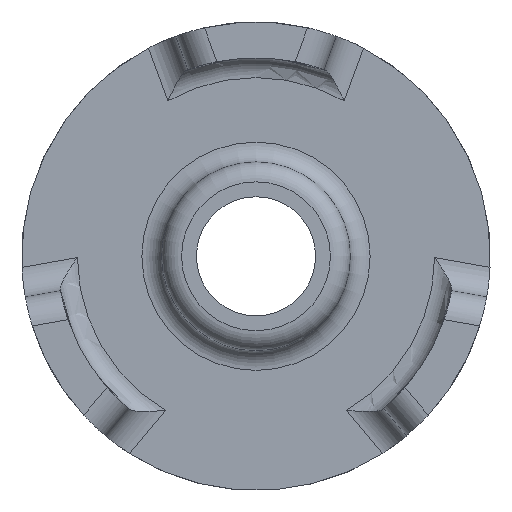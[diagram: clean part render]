
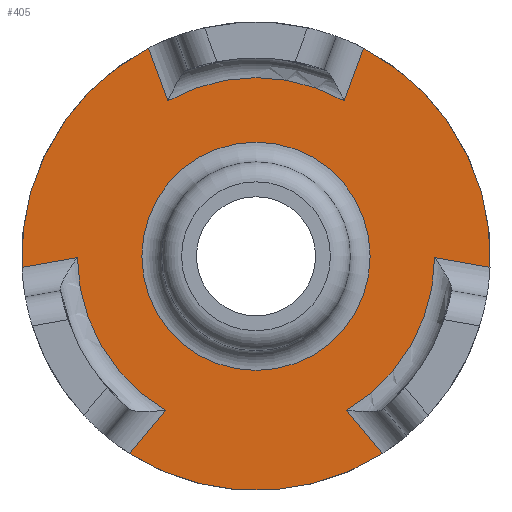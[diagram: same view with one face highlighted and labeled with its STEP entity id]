
A CAD part, front view. The second image highlights one B-rep face of the part: STEP entity #405.
In plain terms, the highlighted planar face has unit normal (0, -1, 0).
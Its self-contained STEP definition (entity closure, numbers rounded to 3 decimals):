
#75 = CARTESIAN_POINT ( 'NONE',  ( 0., -4., 0. ) ) ;
#90 = CARTESIAN_POINT ( 'NONE',  ( 0., -4., 0. ) ) ;
#181 = VERTEX_POINT ( 'NONE', #4177 ) ;
#182 = CIRCLE ( 'NONE', #2293, 9. ) ;
#202 = ORIENTED_EDGE ( 'NONE', *, *, #1010, .T. ) ;
#205 = DIRECTION ( 'NONE',  ( 0., 0., -1. ) ) ;
#252 = LINE ( 'NONE', #1563, #2269 ) ;
#298 = VERTEX_POINT ( 'NONE', #1246 ) ;
#405 = ADVANCED_FACE ( 'NONE', ( #4145, #2916 ), #3863, .T. ) ;
#422 = EDGE_CURVE ( 'NONE', #4030, #4030, #1476, .T. ) ;
#446 = DIRECTION ( 'NONE',  ( 0., 0., -1. ) ) ;
#490 = EDGE_CURVE ( 'NONE', #181, #2311, #3141, .T. ) ;
#495 = VERTEX_POINT ( 'NONE', #2373 ) ;
#505 = DIRECTION ( 'NONE',  ( -0.342, 0., 0.94 ) ) ;
#555 = LINE ( 'NONE', #1540, #676 ) ;
#562 = CARTESIAN_POINT ( 'NONE',  ( 0., -4., 0. ) ) ;
#633 = CARTESIAN_POINT ( 'NONE',  ( 0., -4., -5.75 ) ) ;
#658 = VERTEX_POINT ( 'NONE', #2222 ) ;
#676 = VECTOR ( 'NONE', #3451, 1000. ) ;
#728 = VECTOR ( 'NONE', #737, 1000. ) ;
#729 = EDGE_CURVE ( 'NONE', #2311, #3962, #252, .T. ) ;
#737 = DIRECTION ( 'NONE',  ( 0.985, 0., 0.174 ) ) ;
#763 = CARTESIAN_POINT ( 'NONE',  ( 4.445, -4., 7.826 ) ) ;
#823 = DIRECTION ( 'NONE',  ( 0., -1., 0. ) ) ;
#835 = LINE ( 'NONE', #3859, #2134 ) ;
#840 = ORIENTED_EDGE ( 'NONE', *, *, #490, .T. ) ;
#875 = AXIS2_PLACEMENT_3D ( 'NONE', #75, #4044, #1735 ) ;
#911 = CARTESIAN_POINT ( 'NONE',  ( 0., -4., 0. ) ) ;
#933 = DIRECTION ( 'NONE',  ( 0., 1., 0. ) ) ;
#950 = CARTESIAN_POINT ( 'NONE',  ( -4.445, -4., 7.826 ) ) ;
#992 = CARTESIAN_POINT ( 'NONE',  ( 0., -4., 0. ) ) ;
#1010 = EDGE_CURVE ( 'NONE', #3499, #181, #2670, .T. ) ;
#1025 = DIRECTION ( 'NONE',  ( 0., 0., -1. ) ) ;
#1040 = DIRECTION ( 'NONE',  ( 0., 0., -1. ) ) ;
#1113 = VERTEX_POINT ( 'NONE', #3867 ) ;
#1246 = CARTESIAN_POINT ( 'NONE',  ( 4.555, -4., -7.762 ) ) ;
#1385 = DIRECTION ( 'NONE',  ( 0., -1., 0. ) ) ;
#1425 = CIRCLE ( 'NONE', #875, 11.8 ) ;
#1476 = CIRCLE ( 'NONE', #4032, 5.75 ) ;
#1479 = CARTESIAN_POINT ( 'NONE',  ( 0., -4., 0. ) ) ;
#1493 = CIRCLE ( 'NONE', #4052, 11.8 ) ;
#1532 = CARTESIAN_POINT ( 'NONE',  ( 1.41, -4., -0.513 ) ) ;
#1540 = CARTESIAN_POINT ( 'NONE',  ( -1.149, -4., -0.964 ) ) ;
#1555 = EDGE_LOOP ( 'NONE', ( #3436 ) ) ;
#1563 = CARTESIAN_POINT ( 'NONE',  ( 1.149, -4., -0.964 ) ) ;
#1586 = DIRECTION ( 'NONE',  ( 0., -1., 0. ) ) ;
#1588 = ORIENTED_EDGE ( 'NONE', *, *, #3605, .T. ) ;
#1732 = ORIENTED_EDGE ( 'NONE', *, *, #3519, .T. ) ;
#1735 = DIRECTION ( 'NONE',  ( 0., 0., -1. ) ) ;
#1846 = AXIS2_PLACEMENT_3D ( 'NONE', #1479, #3502, #2820 ) ;
#1953 = DIRECTION ( 'NONE',  ( 0., -1., 0. ) ) ;
#2039 = EDGE_CURVE ( 'NONE', #4051, #3499, #1425, .T. ) ;
#2134 = VECTOR ( 'NONE', #505, 1000. ) ;
#2138 = CIRCLE ( 'NONE', #1846, 9. ) ;
#2188 = AXIS2_PLACEMENT_3D ( 'NONE', #3933, #1953, #1040 ) ;
#2222 = CARTESIAN_POINT ( 'NONE',  ( 11.787, -4., -0.555 ) ) ;
#2269 = VECTOR ( 'NONE', #3813, 1000. ) ;
#2293 = AXIS2_PLACEMENT_3D ( 'NONE', #992, #1586, #3249 ) ;
#2300 = EDGE_CURVE ( 'NONE', #3846, #658, #2924, .T. ) ;
#2311 = VERTEX_POINT ( 'NONE', #2730 ) ;
#2360 = ORIENTED_EDGE ( 'NONE', *, *, #729, .T. ) ;
#2373 = CARTESIAN_POINT ( 'NONE',  ( 5.413, -4., 10.486 ) ) ;
#2374 = ORIENTED_EDGE ( 'NONE', *, *, #3810, .T. ) ;
#2438 = VERTEX_POINT ( 'NONE', #763 ) ;
#2475 = CARTESIAN_POINT ( 'NONE',  ( -11.787, -4., -0.555 ) ) ;
#2477 = ORIENTED_EDGE ( 'NONE', *, *, #2538, .T. ) ;
#2524 = DIRECTION ( 'NONE',  ( 0., 0., -1. ) ) ;
#2538 = EDGE_CURVE ( 'NONE', #495, #2438, #2608, .T. ) ;
#2578 = EDGE_LOOP ( 'NONE', ( #1732, #2374, #3305, #3622, #2477, #4169, #1588, #3379, #202, #840, #2360, #3467 ) ) ;
#2608 = LINE ( 'NONE', #1532, #4048 ) ;
#2643 = CIRCLE ( 'NONE', #4055, 11.8 ) ;
#2670 = LINE ( 'NONE', #4022, #728 ) ;
#2730 = CARTESIAN_POINT ( 'NONE',  ( -4.555, -4., -7.762 ) ) ;
#2803 = CARTESIAN_POINT ( 'NONE',  ( -5.413, -4., 10.486 ) ) ;
#2808 = AXIS2_PLACEMENT_3D ( 'NONE', #911, #3529, #2524 ) ;
#2820 = DIRECTION ( 'NONE',  ( 0., 0., -1. ) ) ;
#2865 = VERTEX_POINT ( 'NONE', #950 ) ;
#2916 = FACE_OUTER_BOUND ( 'NONE', #2578, .T. ) ;
#2924 = LINE ( 'NONE', #4223, #3572 ) ;
#3082 = DIRECTION ( 'NONE',  ( 0.985, 0., -0.174 ) ) ;
#3140 = DIRECTION ( 'NONE',  ( -0.342, 0., -0.94 ) ) ;
#3141 = CIRCLE ( 'NONE', #2188, 9. ) ;
#3249 = DIRECTION ( 'NONE',  ( 0., 0., -1. ) ) ;
#3305 = ORIENTED_EDGE ( 'NONE', *, *, #2300, .T. ) ;
#3349 = EDGE_CURVE ( 'NONE', #658, #495, #1493, .T. ) ;
#3379 = ORIENTED_EDGE ( 'NONE', *, *, #2039, .T. ) ;
#3436 = ORIENTED_EDGE ( 'NONE', *, *, #422, .T. ) ;
#3451 = DIRECTION ( 'NONE',  ( -0.643, 0., 0.766 ) ) ;
#3467 = ORIENTED_EDGE ( 'NONE', *, *, #4018, .T. ) ;
#3499 = VERTEX_POINT ( 'NONE', #2475 ) ;
#3502 = DIRECTION ( 'NONE',  ( 0., -1., 0. ) ) ;
#3519 = EDGE_CURVE ( 'NONE', #1113, #298, #555, .T. ) ;
#3529 = DIRECTION ( 'NONE',  ( 0., -1., 0. ) ) ;
#3572 = VECTOR ( 'NONE', #3082, 1000. ) ;
#3594 = CARTESIAN_POINT ( 'NONE',  ( 9., -4., -0.064 ) ) ;
#3605 = EDGE_CURVE ( 'NONE', #2865, #4051, #835, .T. ) ;
#3619 = CARTESIAN_POINT ( 'NONE',  ( 0., -4., 0. ) ) ;
#3622 = ORIENTED_EDGE ( 'NONE', *, *, #3349, .T. ) ;
#3667 = EDGE_CURVE ( 'NONE', #2438, #2865, #182, .T. ) ;
#3810 = EDGE_CURVE ( 'NONE', #298, #3846, #2138, .T. ) ;
#3813 = DIRECTION ( 'NONE',  ( -0.643, 0., -0.766 ) ) ;
#3846 = VERTEX_POINT ( 'NONE', #3594 ) ;
#3859 = CARTESIAN_POINT ( 'NONE',  ( -1.41, -4., -0.513 ) ) ;
#3863 = PLANE ( 'NONE',  #2808 ) ;
#3867 = CARTESIAN_POINT ( 'NONE',  ( 6.374, -4., -9.93 ) ) ;
#3894 = CARTESIAN_POINT ( 'NONE',  ( -6.374, -4., -9.93 ) ) ;
#3933 = CARTESIAN_POINT ( 'NONE',  ( 0., -4., 0. ) ) ;
#3962 = VERTEX_POINT ( 'NONE', #3894 ) ;
#4018 = EDGE_CURVE ( 'NONE', #3962, #1113, #2643, .T. ) ;
#4022 = CARTESIAN_POINT ( 'NONE',  ( -0.26, -4., 1.477 ) ) ;
#4030 = VERTEX_POINT ( 'NONE', #633 ) ;
#4032 = AXIS2_PLACEMENT_3D ( 'NONE', #562, #933, #205 ) ;
#4044 = DIRECTION ( 'NONE',  ( 0., -1., 0. ) ) ;
#4048 = VECTOR ( 'NONE', #3140, 1000. ) ;
#4051 = VERTEX_POINT ( 'NONE', #2803 ) ;
#4052 = AXIS2_PLACEMENT_3D ( 'NONE', #3619, #1385, #1025 ) ;
#4055 = AXIS2_PLACEMENT_3D ( 'NONE', #90, #823, #446 ) ;
#4145 = FACE_BOUND ( 'NONE', #1555, .T. ) ;
#4169 = ORIENTED_EDGE ( 'NONE', *, *, #3667, .T. ) ;
#4177 = CARTESIAN_POINT ( 'NONE',  ( -9., -4., -0.064 ) ) ;
#4223 = CARTESIAN_POINT ( 'NONE',  ( 0.26, -4., 1.477 ) ) ;
